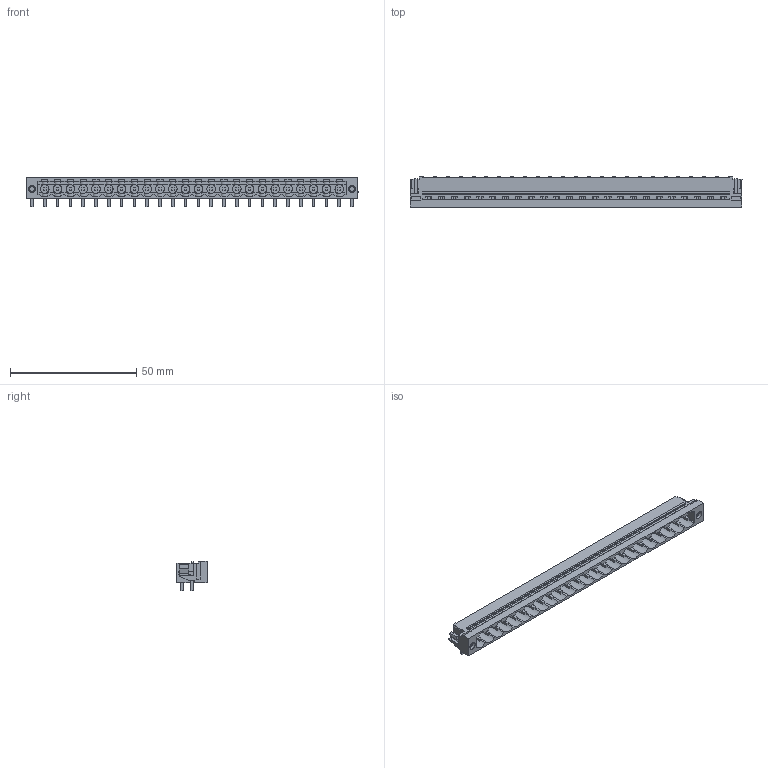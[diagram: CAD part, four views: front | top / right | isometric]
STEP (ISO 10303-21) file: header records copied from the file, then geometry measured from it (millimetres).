
FILE_DESCRIPTION(('CATIA V5R22 STEP214','CAx-IF Rec.Pracs.--- Model Styling and Organization---1.4--- 2014-01-23'),'2;1');
FILE_NAME ('D1456981_1_1837850000_1837850000.stp','2023-05-11T06:55:28+00:00',('none'),('Weidmueller'),'CATIA Version 5-6 Release 2016 SP3 HF44','CATIA V5 STEP AP214','none');
FILE_SCHEMA(('AUTOMOTIVE_DESIGN { 1 0 10303 214 1 1 1 1 }'));
Length unit declared in the file: millimetre
Products named in the file (1): 1837850000
Bounding box: 131.72 x 12 x 11.63 mm (x, y, z)
Volume: 5016.6 mm3; surface area: 11454.3 mm2
Topology: 27 solids, 27 shells, 1450 faces, 4438 edges, 2926 vertices
Faces by surface type: plane 1169, cylinder 231, extrusion 50
Entity records: 46762 total; most frequent: CARTESIAN_POINT 11037, ORIENTED_EDGE 8876, DIRECTION 5170, EDGE_CURVE 4438, VECTOR 3332, LINE 3282, VERTEX_POINT 2926, EDGE_LOOP 1534
